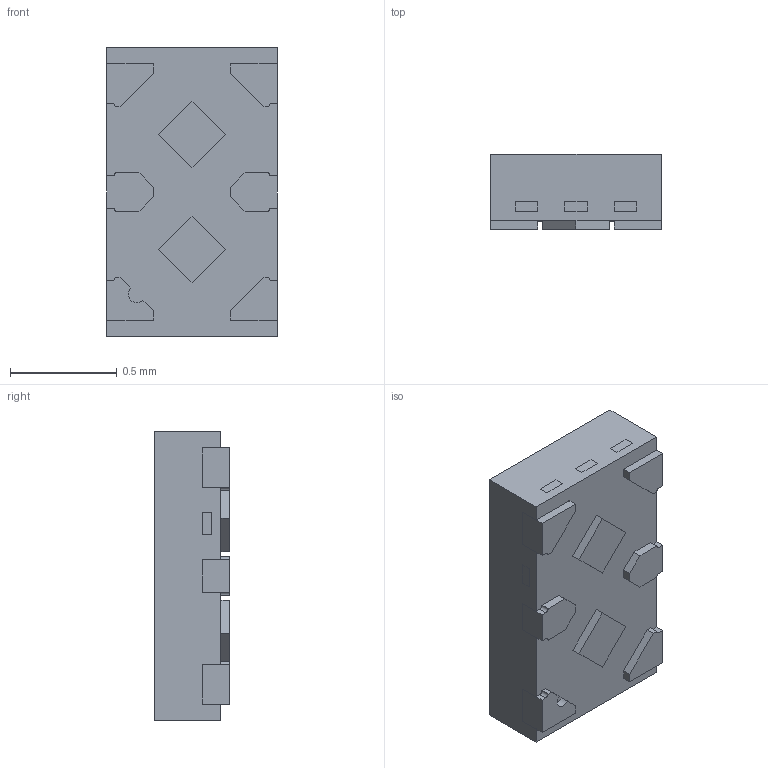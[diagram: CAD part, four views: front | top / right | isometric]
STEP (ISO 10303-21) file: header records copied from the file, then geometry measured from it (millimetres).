
FILE_DESCRIPTION (( 'STEP AP214' ), '1' );
FILE_NAME ('SOT1233.STEP', '2020-09-27T18:57:05', ( '' ), ( '' ), 'SwSTEP 2.0', 'SolidWorks 2017', '' );
FILE_SCHEMA (( 'AUTOMOTIVE_DESIGN' ));
Length unit declared in the file: millimetre
Products named in the file (1): SOT1233
Bounding box: 0.8 x 0.35 x 1.35 mm (x, y, z)
Volume: 0.3 mm3; surface area: 6.9 mm2
Topology: 2 solids, 2 shells, 200 faces, 648 edges, 432 vertices
Faces by surface type: plane 182, cylinder 18
Entity records: 7113 total; most frequent: ORIENTED_EDGE 1296, CARTESIAN_POINT 1281, DIRECTION 1088, EDGE_CURVE 648, VECTOR 610, LINE 610, VERTEX_POINT 432, AXIS2_PLACEMENT_3D 239
